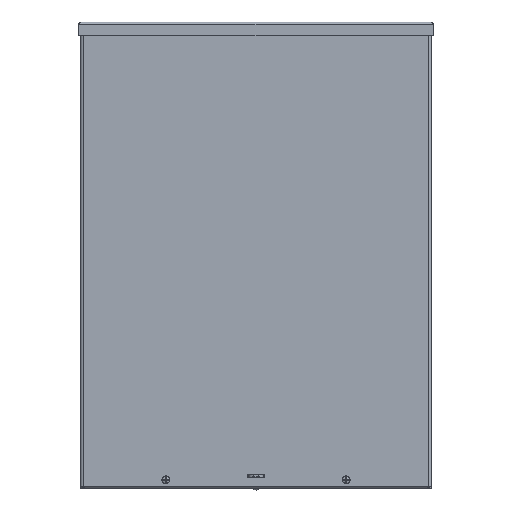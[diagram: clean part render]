
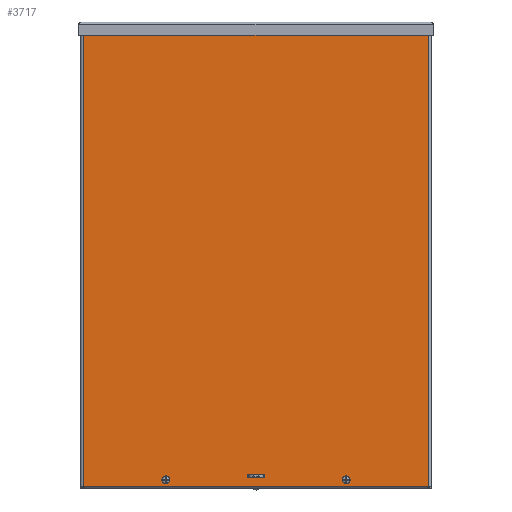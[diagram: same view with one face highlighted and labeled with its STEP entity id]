
A CAD part, top view. The second image highlights one B-rep face of the part: STEP entity #3717.
In plain terms, the highlighted planar face has unit normal (0, 0, 1).
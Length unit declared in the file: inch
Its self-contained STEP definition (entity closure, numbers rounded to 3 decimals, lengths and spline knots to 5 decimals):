
#22 = CIRCLE ( 'NONE', #9914, 0.125 ) ;
#40 = ORIENTED_EDGE ( 'NONE', *, *, #3584, .T. ) ;
#61 = EDGE_CURVE ( 'NONE', #8421, #18103, #15034, .T. ) ;
#89 = VERTEX_POINT ( 'NONE', #16918 ) ;
#497 = DIRECTION ( 'NONE',  ( 0., 0., -1. ) ) ;
#532 = ORIENTED_EDGE ( 'NONE', *, *, #4314, .T. ) ;
#649 = ORIENTED_EDGE ( 'NONE', *, *, #10795, .F. ) ;
#700 = VERTEX_POINT ( 'NONE', #9181 ) ;
#788 = DIRECTION ( 'NONE',  ( 0., 0., -1. ) ) ;
#1010 = CARTESIAN_POINT ( 'NONE',  ( 9.059, 11.95313, 6.19362 ) ) ;
#1049 = EDGE_CURVE ( 'NONE', #3777, #14370, #4764, .T. ) ;
#1166 = LINE ( 'NONE', #6470, #11743 ) ;
#1392 = CARTESIAN_POINT ( 'NONE',  ( -0.39063, -11.32113, 6.19362 ) ) ;
#1445 = AXIS2_PLACEMENT_3D ( 'NONE', #1868, #17883, #12189 ) ;
#1468 = ORIENTED_EDGE ( 'NONE', *, *, #4732, .F. ) ;
#1574 = CARTESIAN_POINT ( 'NONE',  ( -9.059, -11.92188, 6.19362 ) ) ;
#1633 = CIRCLE ( 'NONE', #6605, 0.03125 ) ;
#1675 = CIRCLE ( 'NONE', #14122, 0.125 ) ;
#1688 = CARTESIAN_POINT ( 'NONE',  ( 0.39063, -11.32113, 6.19362 ) ) ;
#1868 = CARTESIAN_POINT ( 'NONE',  ( 0., 0.01563, 6.19362 ) ) ;
#1892 = CARTESIAN_POINT ( 'NONE',  ( -0.42187, -11.41488, 6.19362 ) ) ;
#1959 = AXIS2_PLACEMENT_3D ( 'NONE', #13631, #4960, #15066 ) ;
#1969 = VERTEX_POINT ( 'NONE', #5476 ) ;
#2015 = LINE ( 'NONE', #2344, #9201 ) ;
#2017 = DIRECTION ( 'NONE',  ( 0., 0., -1. ) ) ;
#2047 = CARTESIAN_POINT ( 'NONE',  ( 8.90625, 11.95312, 6.19362 ) ) ;
#2344 = CARTESIAN_POINT ( 'NONE',  ( -8.90625, 5.98438, 6.19362 ) ) ;
#2436 = CIRCLE ( 'NONE', #1959, 0.03125 ) ;
#2519 = DIRECTION ( 'NONE',  ( -0.707, -0.707, 0. ) ) ;
#2599 = VERTEX_POINT ( 'NONE', #18391 ) ;
#2792 = CARTESIAN_POINT ( 'NONE',  ( 8.90625, -11.92188, 6.19362 ) ) ;
#2825 = VERTEX_POINT ( 'NONE', #10851 ) ;
#2945 = CIRCLE ( 'NONE', #12372, 0.03125 ) ;
#3584 = EDGE_CURVE ( 'NONE', #8230, #12360, #4356, .T. ) ;
#3714 = EDGE_LOOP ( 'NONE', ( #16829 ) ) ;
#3717 = ADVANCED_FACE ( 'NONE', ( #9537, #5233, #18125, #5708, #12004, #18581 ), #10489, .F. ) ;
#3747 = CARTESIAN_POINT ( 'NONE',  ( -0.42187, -11.32113, 6.19362 ) ) ;
#3777 = VERTEX_POINT ( 'NONE', #6197 ) ;
#3845 = EDGE_CURVE ( 'NONE', #5972, #5972, #1675, .T. ) ;
#3893 = DIRECTION ( 'NONE',  ( 0., -1., 0. ) ) ;
#3904 = CARTESIAN_POINT ( 'NONE',  ( 0.42188, -11.41488, 6.19362 ) ) ;
#4314 = EDGE_CURVE ( 'NONE', #18103, #7786, #1166, .T. ) ;
#4356 = LINE ( 'NONE', #7409, #16108 ) ;
#4358 = LINE ( 'NONE', #18657, #9539 ) ;
#4361 = EDGE_CURVE ( 'NONE', #2599, #2599, #22, .T. ) ;
#4440 = DIRECTION ( 'NONE',  ( 0., 1., 0. ) ) ;
#4589 = CARTESIAN_POINT ( 'NONE',  ( -4.65625, 11.59375, 6.19362 ) ) ;
#4732 = EDGE_CURVE ( 'NONE', #700, #14370, #7001, .T. ) ;
#4764 = LINE ( 'NONE', #8620, #16799 ) ;
#4927 = EDGE_CURVE ( 'NONE', #6439, #8421, #2015, .T. ) ;
#4960 = DIRECTION ( 'NONE',  ( 0., 0., 1. ) ) ;
#5233 = FACE_BOUND ( 'NONE', #8787, .T. ) ;
#5476 = CARTESIAN_POINT ( 'NONE',  ( 0.39062, -11.44613, 6.19362 ) ) ;
#5594 = EDGE_LOOP ( 'NONE', ( #6358 ) ) ;
#5613 = ORIENTED_EDGE ( 'NONE', *, *, #61, .T. ) ;
#5708 = FACE_BOUND ( 'NONE', #13942, .T. ) ;
#5881 = DIRECTION ( 'NONE',  ( 0., -1., 0. ) ) ;
#5972 = VERTEX_POINT ( 'NONE', #15485 ) ;
#6197 = CARTESIAN_POINT ( 'NONE',  ( -0.39063, -11.28988, 6.19362 ) ) ;
#6358 = ORIENTED_EDGE ( 'NONE', *, *, #3845, .T. ) ;
#6439 = VERTEX_POINT ( 'NONE', #14079 ) ;
#6470 = CARTESIAN_POINT ( 'NONE',  ( 8.90625, -5.95313, 6.19362 ) ) ;
#6559 = ORIENTED_EDGE ( 'NONE', *, *, #4361, .T. ) ;
#6605 = AXIS2_PLACEMENT_3D ( 'NONE', #17228, #8553, #2519 ) ;
#6719 = EDGE_CURVE ( 'NONE', #700, #17988, #17220, .T. ) ;
#7001 = CIRCLE ( 'NONE', #10513, 0.03125 ) ;
#7051 = DIRECTION ( 'NONE',  ( 1., 0., 0. ) ) ;
#7409 = CARTESIAN_POINT ( 'NONE',  ( -0.42188, -5.71525, 6.19362 ) ) ;
#7443 = DIRECTION ( 'NONE',  ( 1., 0., 0. ) ) ;
#7786 = VERTEX_POINT ( 'NONE', #2047 ) ;
#8230 = VERTEX_POINT ( 'NONE', #1892 ) ;
#8421 = VERTEX_POINT ( 'NONE', #18213 ) ;
#8438 = EDGE_CURVE ( 'NONE', #7786, #6439, #13756, .T. ) ;
#8553 = DIRECTION ( 'NONE',  ( 0., 0., 1. ) ) ;
#8620 = CARTESIAN_POINT ( 'NONE',  ( -0.21094, -11.28988, 6.19362 ) ) ;
#8697 = DIRECTION ( 'NONE',  ( -0.707, 0.707, 0. ) ) ;
#8787 = EDGE_LOOP ( 'NONE', ( #6559 ) ) ;
#9181 = CARTESIAN_POINT ( 'NONE',  ( 0.42188, -11.32113, 6.19362 ) ) ;
#9201 = VECTOR ( 'NONE', #3893, 39.37008 ) ;
#9432 = EDGE_LOOP ( 'NONE', ( #15214 ) ) ;
#9537 = FACE_OUTER_BOUND ( 'NONE', #12310, .T. ) ;
#9539 = VECTOR ( 'NONE', #11322, 39.37008 ) ;
#9602 = DIRECTION ( 'NONE',  ( 1., 0., 0. ) ) ;
#9914 = AXIS2_PLACEMENT_3D ( 'NONE', #13737, #2017, #10868 ) ;
#10368 = DIRECTION ( 'NONE',  ( 0.707, 0.707, 0. ) ) ;
#10456 = ORIENTED_EDGE ( 'NONE', *, *, #14555, .F. ) ;
#10489 = PLANE ( 'NONE',  #1445 ) ;
#10513 = AXIS2_PLACEMENT_3D ( 'NONE', #1688, #17470, #10368 ) ;
#10795 = EDGE_CURVE ( 'NONE', #3777, #12360, #2945, .T. ) ;
#10847 = CARTESIAN_POINT ( 'NONE',  ( 4.65625, -11.5625, 6.19362 ) ) ;
#10851 = CARTESIAN_POINT ( 'NONE',  ( -0.39063, -11.44613, 6.19362 ) ) ;
#10868 = DIRECTION ( 'NONE',  ( 1., 0., 0. ) ) ;
#11092 = DIRECTION ( 'NONE',  ( 0., 0., -1. ) ) ;
#11193 = ORIENTED_EDGE ( 'NONE', *, *, #8438, .T. ) ;
#11322 = DIRECTION ( 'NONE',  ( -1., 0., 0. ) ) ;
#11743 = VECTOR ( 'NONE', #13609, 39.37008 ) ;
#12004 = FACE_BOUND ( 'NONE', #5594, .T. ) ;
#12171 = VECTOR ( 'NONE', #18148, 39.37008 ) ;
#12189 = DIRECTION ( 'NONE',  ( 1., 0., 0. ) ) ;
#12310 = EDGE_LOOP ( 'NONE', ( #532, #11193, #14836, #5613 ) ) ;
#12360 = VERTEX_POINT ( 'NONE', #3747 ) ;
#12372 = AXIS2_PLACEMENT_3D ( 'NONE', #1392, #17255, #8697 ) ;
#12381 = EDGE_CURVE ( 'NONE', #1969, #2825, #4358, .T. ) ;
#12462 = CARTESIAN_POINT ( 'NONE',  ( 0.39062, -11.28988, 6.19362 ) ) ;
#12684 = VECTOR ( 'NONE', #5881, 39.37008 ) ;
#12915 = DIRECTION ( 'NONE',  ( 1., 0., 0. ) ) ;
#13609 = DIRECTION ( 'NONE',  ( 0., 1., 0. ) ) ;
#13631 = CARTESIAN_POINT ( 'NONE',  ( 0.39063, -11.41488, 6.19362 ) ) ;
#13640 = ORIENTED_EDGE ( 'NONE', *, *, #1049, .T. ) ;
#13695 = VECTOR ( 'NONE', #7051, 39.37008 ) ;
#13705 = DIRECTION ( 'NONE',  ( 1., 0., 0. ) ) ;
#13737 = CARTESIAN_POINT ( 'NONE',  ( -4.65625, -11.5625, 6.19362 ) ) ;
#13756 = LINE ( 'NONE', #1010, #12171 ) ;
#13942 = EDGE_LOOP ( 'NONE', ( #17044, #18544, #14256, #10456, #40, #649, #13640, #1468 ) ) ;
#14079 = CARTESIAN_POINT ( 'NONE',  ( -8.90625, 11.95312, 6.19362 ) ) ;
#14122 = AXIS2_PLACEMENT_3D ( 'NONE', #10847, #788, #9602 ) ;
#14256 = ORIENTED_EDGE ( 'NONE', *, *, #12381, .T. ) ;
#14370 = VERTEX_POINT ( 'NONE', #12462 ) ;
#14529 = CARTESIAN_POINT ( 'NONE',  ( 0.42188, -5.63713, 6.19362 ) ) ;
#14555 = EDGE_CURVE ( 'NONE', #8230, #2825, #1633, .T. ) ;
#14680 = AXIS2_PLACEMENT_3D ( 'NONE', #15268, #11092, #13705 ) ;
#14836 = ORIENTED_EDGE ( 'NONE', *, *, #4927, .T. ) ;
#15034 = LINE ( 'NONE', #1574, #13695 ) ;
#15066 = DIRECTION ( 'NONE',  ( 0.707, -0.707, 0. ) ) ;
#15202 = VERTEX_POINT ( 'NONE', #18136 ) ;
#15214 = ORIENTED_EDGE ( 'NONE', *, *, #17661, .T. ) ;
#15268 = CARTESIAN_POINT ( 'NONE',  ( 4.65625, 11.59375, 6.19362 ) ) ;
#15485 = CARTESIAN_POINT ( 'NONE',  ( 4.78125, -11.5625, 6.19362 ) ) ;
#15507 = AXIS2_PLACEMENT_3D ( 'NONE', #4589, #497, #7443 ) ;
#15866 = CIRCLE ( 'NONE', #15507, 0.125 ) ;
#16108 = VECTOR ( 'NONE', #4440, 39.37008 ) ;
#16347 = EDGE_CURVE ( 'NONE', #1969, #17988, #2436, .T. ) ;
#16515 = CIRCLE ( 'NONE', #14680, 0.125 ) ;
#16799 = VECTOR ( 'NONE', #12915, 39.37008 ) ;
#16829 = ORIENTED_EDGE ( 'NONE', *, *, #18279, .T. ) ;
#16918 = CARTESIAN_POINT ( 'NONE',  ( -4.53125, 11.59375, 6.19362 ) ) ;
#17044 = ORIENTED_EDGE ( 'NONE', *, *, #6719, .T. ) ;
#17220 = LINE ( 'NONE', #14529, #12684 ) ;
#17228 = CARTESIAN_POINT ( 'NONE',  ( -0.39063, -11.41488, 6.19362 ) ) ;
#17255 = DIRECTION ( 'NONE',  ( 0., 0., 1. ) ) ;
#17470 = DIRECTION ( 'NONE',  ( 0., 0., 1. ) ) ;
#17661 = EDGE_CURVE ( 'NONE', #89, #89, #15866, .T. ) ;
#17883 = DIRECTION ( 'NONE',  ( 0., 0., -1. ) ) ;
#17988 = VERTEX_POINT ( 'NONE', #3904 ) ;
#18103 = VERTEX_POINT ( 'NONE', #2792 ) ;
#18125 = FACE_BOUND ( 'NONE', #9432, .T. ) ;
#18136 = CARTESIAN_POINT ( 'NONE',  ( 4.78125, 11.59375, 6.19362 ) ) ;
#18148 = DIRECTION ( 'NONE',  ( -1., 0., 0. ) ) ;
#18213 = CARTESIAN_POINT ( 'NONE',  ( -8.90625, -11.92188, 6.19362 ) ) ;
#18279 = EDGE_CURVE ( 'NONE', #15202, #15202, #16515, .T. ) ;
#18391 = CARTESIAN_POINT ( 'NONE',  ( -4.53125, -11.5625, 6.19362 ) ) ;
#18544 = ORIENTED_EDGE ( 'NONE', *, *, #16347, .F. ) ;
#18581 = FACE_BOUND ( 'NONE', #3714, .T. ) ;
#18657 = CARTESIAN_POINT ( 'NONE',  ( 0.21094, -11.44613, 6.19362 ) ) ;
